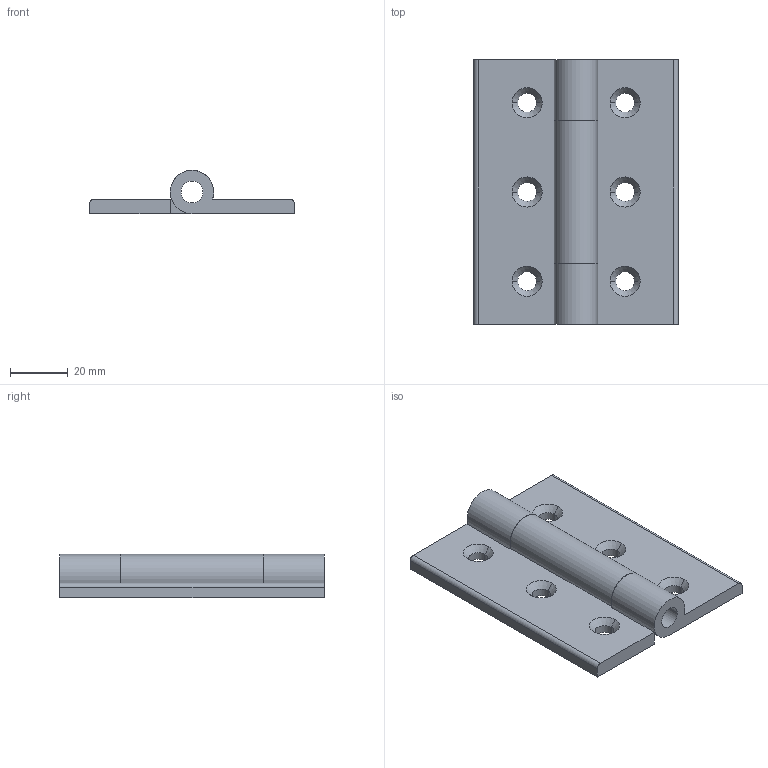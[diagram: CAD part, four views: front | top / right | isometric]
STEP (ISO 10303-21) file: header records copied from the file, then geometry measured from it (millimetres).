
FILE_DESCRIPTION((''),'2;1');
FILE_NAME('10HI8262.stp','2015-07-07T14:00:25',(''),(''),'Mechanical Desktop 2011','Mechanical Desktop 2011',', , ');
FILE_SCHEMA(('AUTOMOTIVE_DESIGN { 1 2 10303 214 1 1 1 1 }'));
Length unit declared in the file: inch
Products named in the file (1): Product
Bounding box: 71.12 x 91.95 x 15.09 mm (x, y, z)
Volume: 38054.1 mm3; surface area: 19558.5 mm2
Topology: 2 solids, 2 shells, 52 faces, 134 edges, 86 vertices
Faces by surface type: cylinder 23, plane 17, cone 12
Entity records: 1680 total; most frequent: DIRECTION 300, CARTESIAN_POINT 273, ORIENTED_EDGE 268, EDGE_CURVE 134, AXIS2_PLACEMENT_3D 113, VERTEX_POINT 86, VECTOR 74, LINE 74
